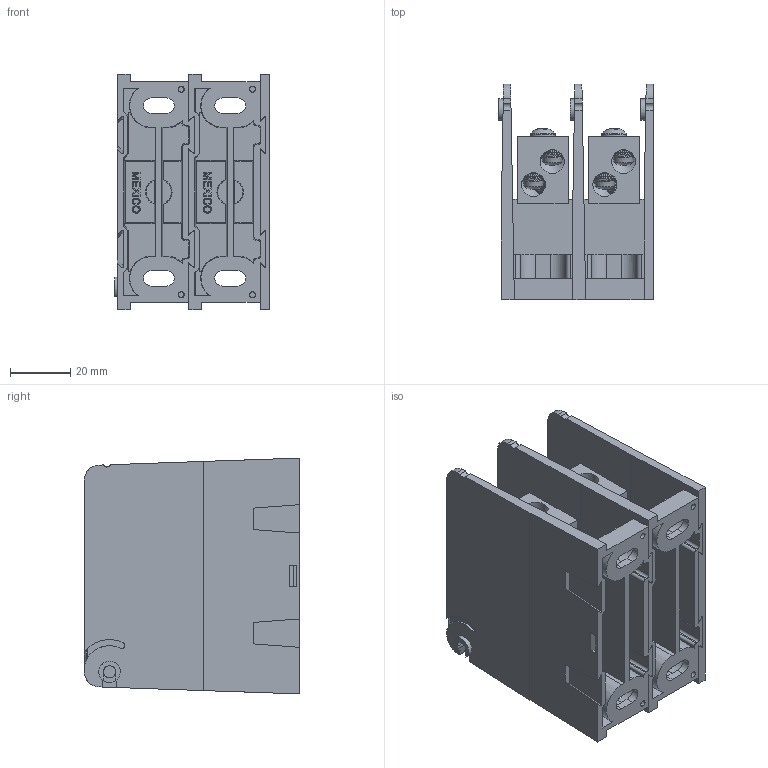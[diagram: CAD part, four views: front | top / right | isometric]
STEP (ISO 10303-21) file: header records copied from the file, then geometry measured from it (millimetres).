
FILE_DESCRIPTION (( 'STEP AP214' ), '1' );
FILE_NAME ('701960rev-2P.STEP', '2014-01-10T21:12:52', ( '' ), ( '' ), 'SwSTEP 2.0', 'SolidWorks 2013', '' );
FILE_SCHEMA (( 'AUTOMOTIVE_DESIGN' ));
Length unit declared in the file: inch
Products named in the file (1): 701960rev-2P
Bounding box: 51.16 x 71.37 x 78.11 mm (x, y, z)
Volume: 98176.5 mm3; surface area: 73219.9 mm2
Topology: 13 solids, 13 shells, 963 faces, 2614 edges, 1710 vertices
Faces by surface type: plane 445, cylinder 206, cone 186, bspline 118, sphere 6, torus 2
Full cylindrical faces by diameter (mm): 3.658 x2, 4.064 x1, 5.41 x2, 6.909 x4, 7.009 x16, 7.112 x1, 7.925 x12, 7.937 x4, 8.179 x2, 8.611 x2, 9.525 x22, 11.112 x2
Entity records: 52656 total; most frequent: CARTESIAN_POINT 18583, ORIENTED_EDGE 4684, DIRECTION 3810, EDGE_CURVE 2342, VERTEX_POINT 1620, VECTOR 1320, LINE 1320, AXIS2_PLACEMENT_3D 1245
